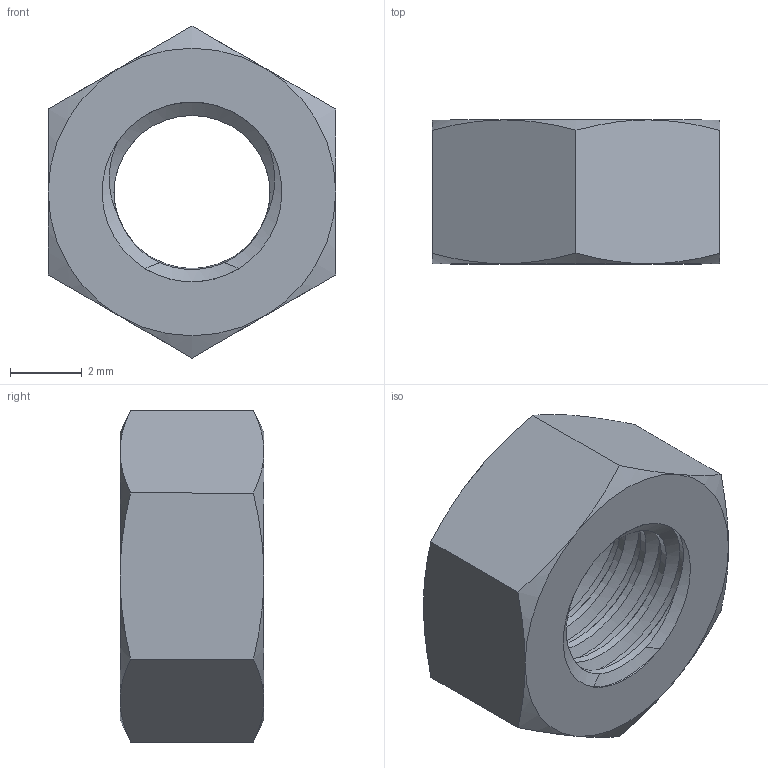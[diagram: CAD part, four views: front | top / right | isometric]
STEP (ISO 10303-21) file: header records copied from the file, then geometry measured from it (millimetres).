
FILE_DESCRIPTION(/* description */ ('M5 Hex Nut'),/* implementation_level */ '2;1');
FILE_NAME(/* name */ '25284-02.ipt.step',/* time_stamp */ '2013-11-18T21:48:16-06:00',/* author */ ('ERF'),/* organization */ (''),/* preprocessor_version */ 'ST-DEVELOPER v15.2',/* originating_system */ 'Autodesk Inventor 2014',/* authorisation */ 'LA FASTENER QUOTE');
FILE_SCHEMA (('AUTOMOTIVE_DESIGN { 1 0 10303 214 3 1 1 }'));
Length unit declared in the file: millimetre
Products named in the file (1): 25284-02
Bounding box: 8 x 4 x 9.24 mm (x, y, z)
Volume: 152.4 mm3; surface area: 267.1 mm2
Topology: 1 solids, 1 shells, 49 faces, 119 edges, 72 vertices
Faces by surface type: cone 28, cylinder 13, plane 8
Full cylindrical faces by diameter (mm): 4.342 x4, 5 x5
Entity records: 1653 total; most frequent: CARTESIAN_POINT 697, ORIENTED_EDGE 196, DIRECTION 172, EDGE_CURVE 98, AXIS2_PLACEMENT_3D 83, EDGE_LOOP 68, VERTEX_POINT 68, FACE_OUTER_BOUND 49
